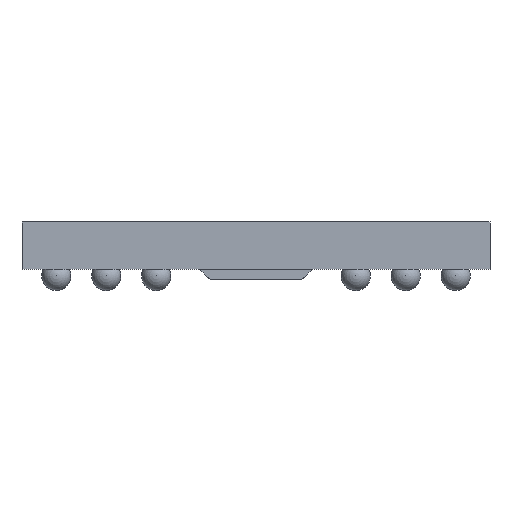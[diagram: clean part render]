
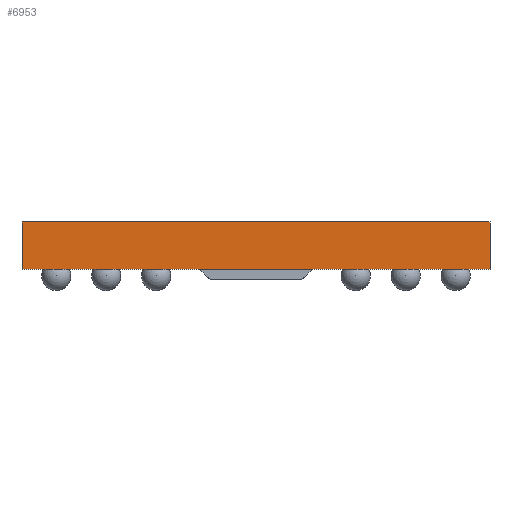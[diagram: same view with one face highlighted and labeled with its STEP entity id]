
A CAD part, front view. The second image highlights one B-rep face of the part: STEP entity #6953.
In plain terms, the highlighted planar face has unit normal (0, -1, 0).
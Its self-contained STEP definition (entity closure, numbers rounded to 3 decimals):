
#228 = VERTEX_POINT ( 'NONE', #23115 ) ;
#2412 = VERTEX_POINT ( 'NONE', #6403 ) ;
#2616 = EDGE_LOOP ( 'NONE', ( #25543, #18033, #4317, #14232 ) ) ;
#4317 = ORIENTED_EDGE ( 'NONE', *, *, #11340, .F. ) ;
#4529 = VECTOR ( 'NONE', #20569, 1000. ) ;
#6366 = VECTOR ( 'NONE', #9269, 1000. ) ;
#6403 = CARTESIAN_POINT ( 'NONE',  ( 3.75, -6.75, 0. ) ) ;
#6914 = CARTESIAN_POINT ( 'NONE',  ( -3.75, -6.75, 0. ) ) ;
#6953 = ADVANCED_FACE ( 'NONE', ( #9315 ), #21240, .F. ) ;
#8011 = LINE ( 'NONE', #12458, #4529 ) ;
#8657 = CARTESIAN_POINT ( 'NONE',  ( -3.75, -6.75, 0. ) ) ;
#9062 = DIRECTION ( 'NONE',  ( 0., 1., 0. ) ) ;
#9269 = DIRECTION ( 'NONE',  ( 0., 0., -1. ) ) ;
#9315 = FACE_OUTER_BOUND ( 'NONE', #2616, .T. ) ;
#9523 = LINE ( 'NONE', #25399, #6366 ) ;
#11340 = EDGE_CURVE ( 'NONE', #13002, #228, #8011, .T. ) ;
#12302 = VECTOR ( 'NONE', #22392, 1000. ) ;
#12458 = CARTESIAN_POINT ( 'NONE',  ( -3.75, -6.75, 0.76 ) ) ;
#13002 = VERTEX_POINT ( 'NONE', #16855 ) ;
#13249 = VECTOR ( 'NONE', #25046, 1000. ) ;
#14232 = ORIENTED_EDGE ( 'NONE', *, *, #20228, .T. ) ;
#14252 = LINE ( 'NONE', #18440, #12302 ) ;
#14317 = AXIS2_PLACEMENT_3D ( 'NONE', #15355, #9062, #23448 ) ;
#14648 = VERTEX_POINT ( 'NONE', #8657 ) ;
#15355 = CARTESIAN_POINT ( 'NONE',  ( -3.75, -6.75, 0.76 ) ) ;
#15506 = EDGE_CURVE ( 'NONE', #14648, #2412, #16686, .T. ) ;
#16686 = LINE ( 'NONE', #6914, #13249 ) ;
#16855 = CARTESIAN_POINT ( 'NONE',  ( -3.75, -6.75, 0.76 ) ) ;
#18033 = ORIENTED_EDGE ( 'NONE', *, *, #20369, .F. ) ;
#18440 = CARTESIAN_POINT ( 'NONE',  ( -3.75, -6.75, 0.76 ) ) ;
#20228 = EDGE_CURVE ( 'NONE', #13002, #14648, #14252, .T. ) ;
#20369 = EDGE_CURVE ( 'NONE', #228, #2412, #9523, .T. ) ;
#20569 = DIRECTION ( 'NONE',  ( 1., 0., 0. ) ) ;
#21240 = PLANE ( 'NONE',  #14317 ) ;
#22392 = DIRECTION ( 'NONE',  ( 0., 0., -1. ) ) ;
#23115 = CARTESIAN_POINT ( 'NONE',  ( 3.75, -6.75, 0.76 ) ) ;
#23448 = DIRECTION ( 'NONE',  ( 0., 0., 1. ) ) ;
#25046 = DIRECTION ( 'NONE',  ( 1., 0., 0. ) ) ;
#25399 = CARTESIAN_POINT ( 'NONE',  ( 3.75, -6.75, 0.76 ) ) ;
#25543 = ORIENTED_EDGE ( 'NONE', *, *, #15506, .T. ) ;
